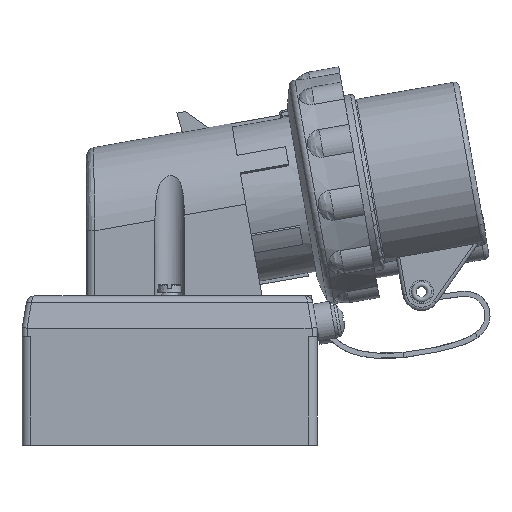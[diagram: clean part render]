
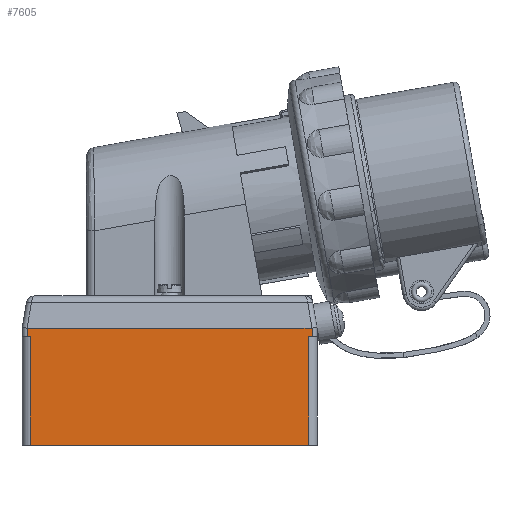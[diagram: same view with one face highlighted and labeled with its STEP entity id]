
A CAD part, left-side view. The second image highlights one B-rep face of the part: STEP entity #7605.
In plain terms, the highlighted planar face has unit normal (-1, 0, 0).
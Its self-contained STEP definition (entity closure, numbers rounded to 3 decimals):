
#761=PLANE('',#8127);
#1116=LINE('',#11696,#1724);
#1117=LINE('',#11700,#1725);
#1118=LINE('',#11702,#1726);
#1119=LINE('',#11704,#1727);
#1120=LINE('',#11706,#1728);
#1121=LINE('',#11708,#1729);
#1122=LINE('',#11710,#1730);
#1123=LINE('',#11711,#1731);
#1724=VECTOR('',#9300,1.);
#1725=VECTOR('',#9305,10.);
#1726=VECTOR('',#9306,10.);
#1727=VECTOR('',#9307,10.);
#1728=VECTOR('',#9308,10.);
#1729=VECTOR('',#9309,10.);
#1730=VECTOR('',#9310,1.);
#1731=VECTOR('',#9311,1.);
#2246=FACE_OUTER_BOUND('',#2651,.T.);
#2651=EDGE_LOOP('',(#5871,#5872,#5873,#5874,#5875,#5876,#5877,#5878));
#3536=VERTEX_POINT('',#11693);
#3537=VERTEX_POINT('',#11695);
#3538=VERTEX_POINT('',#11699);
#3539=VERTEX_POINT('',#11701);
#3540=VERTEX_POINT('',#11703);
#3541=VERTEX_POINT('',#11705);
#3542=VERTEX_POINT('',#11707);
#3543=VERTEX_POINT('',#11709);
#4405=EDGE_CURVE('',#3536,#3537,#1116,.T.);
#4407=EDGE_CURVE('',#3538,#3536,#1117,.T.);
#4408=EDGE_CURVE('',#3539,#3538,#1118,.T.);
#4409=EDGE_CURVE('',#3540,#3539,#1119,.T.);
#4410=EDGE_CURVE('',#3541,#3540,#1120,.T.);
#4411=EDGE_CURVE('',#3542,#3541,#1121,.T.);
#4412=EDGE_CURVE('',#3542,#3543,#1122,.T.);
#4413=EDGE_CURVE('',#3543,#3537,#1123,.T.);
#5871=ORIENTED_EDGE('',*,*,#4405,.F.);
#5872=ORIENTED_EDGE('',*,*,#4407,.F.);
#5873=ORIENTED_EDGE('',*,*,#4408,.F.);
#5874=ORIENTED_EDGE('',*,*,#4409,.F.);
#5875=ORIENTED_EDGE('',*,*,#4410,.F.);
#5876=ORIENTED_EDGE('',*,*,#4411,.F.);
#5877=ORIENTED_EDGE('',*,*,#4412,.T.);
#5878=ORIENTED_EDGE('',*,*,#4413,.T.);
#7605=ADVANCED_FACE('',(#2246),#761,.T.);
#8127=AXIS2_PLACEMENT_3D('',#11698,#9303,#9304);
#9300=DIRECTION('',(0.,0.,-1.));
#9303=DIRECTION('center_axis',(-1.,0.,0.));
#9304=DIRECTION('ref_axis',(0.,1.,0.));
#9305=DIRECTION('',(0.,1.,0.));
#9306=DIRECTION('',(0.,0.,-1.));
#9307=DIRECTION('',(0.,-1.,0.));
#9308=DIRECTION('',(0.,0.,1.));
#9309=DIRECTION('',(0.,1.,0.));
#9310=DIRECTION('',(0.,0.,-1.));
#9311=DIRECTION('',(0.,-1.,0.));
#11693=CARTESIAN_POINT('',(-32.,-41.,18.));
#11695=CARTESIAN_POINT('',(-32.,-41.,-14.));
#11696=CARTESIAN_POINT('',(-32.,-41.,18.));
#11698=CARTESIAN_POINT('Origin',(-32.,41.,18.));
#11699=CARTESIAN_POINT('',(-32.,-42.,18.));
#11700=CARTESIAN_POINT('',(-32.,-43.5,18.));
#11701=CARTESIAN_POINT('',(-32.,-42.,20.5));
#11702=CARTESIAN_POINT('',(-32.,-42.,24.688));
#11703=CARTESIAN_POINT('',(-32.,42.,20.5));
#11704=CARTESIAN_POINT('',(-32.,-1.792,20.5));
#11705=CARTESIAN_POINT('',(-32.,42.,18.));
#11706=CARTESIAN_POINT('',(-32.,42.,22.594));
#11707=CARTESIAN_POINT('',(-32.,41.,18.));
#11708=CARTESIAN_POINT('',(-32.,-43.5,18.));
#11709=CARTESIAN_POINT('',(-32.,41.,-14.));
#11710=CARTESIAN_POINT('',(-32.,41.,18.));
#11711=CARTESIAN_POINT('',(-32.,-41.,-14.));
